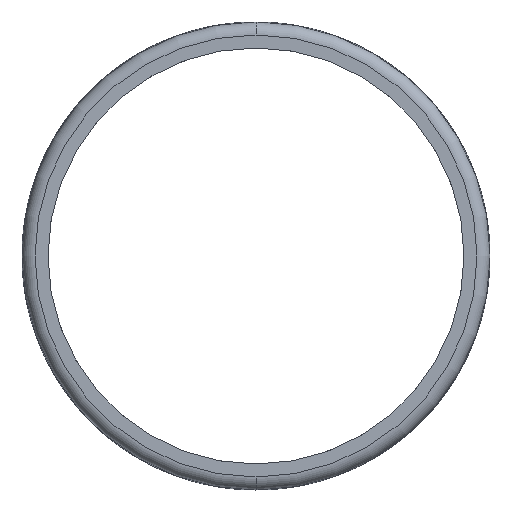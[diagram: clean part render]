
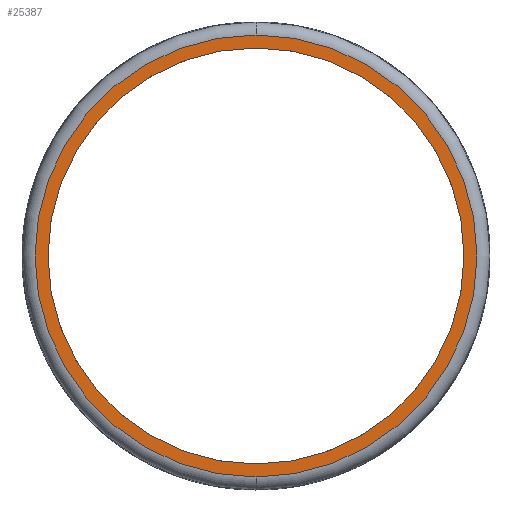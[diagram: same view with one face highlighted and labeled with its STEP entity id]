
A CAD part, front view. The second image highlights one B-rep face of the part: STEP entity #25387.
In plain terms, the highlighted planar face has unit normal (0, -1, 0).
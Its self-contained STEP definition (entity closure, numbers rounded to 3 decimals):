
#982 = DIRECTION ( 'NONE',  ( 0., 0., 1. ) ) ;
#1156 = DIRECTION ( 'NONE',  ( 0., 1., 0. ) ) ;
#2283 = CARTESIAN_POINT ( 'NONE',  ( 0., -26., 0. ) ) ;
#2511 = AXIS2_PLACEMENT_3D ( 'NONE', #11529, #9415, #13660 ) ;
#3510 = ORIENTED_EDGE ( 'NONE', *, *, #11519, .T. ) ;
#4986 = DIRECTION ( 'NONE',  ( 0., 0., 1. ) ) ;
#5556 = DIRECTION ( 'NONE',  ( 0., 1., 0. ) ) ;
#6559 = AXIS2_PLACEMENT_3D ( 'NONE', #17534, #5556, #19668 ) ;
#8165 = FACE_OUTER_BOUND ( 'NONE', #14087, .T. ) ;
#8763 = DIRECTION ( 'NONE',  ( 0., 1., 0. ) ) ;
#9415 = DIRECTION ( 'NONE',  ( 0., 1., 0. ) ) ;
#10202 = DIRECTION ( 'NONE',  ( 0., 0., 1. ) ) ;
#10475 = EDGE_LOOP ( 'NONE', ( #20207, #3510 ) ) ;
#10612 = CARTESIAN_POINT ( 'NONE',  ( 0., -26., 17. ) ) ;
#10747 = VERTEX_POINT ( 'NONE', #16075 ) ;
#11519 = EDGE_CURVE ( 'NONE', #19425, #10747, #21044, .T. ) ;
#11529 = CARTESIAN_POINT ( 'NONE',  ( 0., -26., 0. ) ) ;
#12155 = CARTESIAN_POINT ( 'NONE',  ( 0., -26., -17. ) ) ;
#12645 = EDGE_CURVE ( 'NONE', #10747, #19425, #19484, .T. ) ;
#13660 = DIRECTION ( 'NONE',  ( 0., 0., 1. ) ) ;
#14087 = EDGE_LOOP ( 'NONE', ( #24562, #15560 ) ) ;
#14945 = CARTESIAN_POINT ( 'NONE',  ( 0., -26., 0. ) ) ;
#15505 = AXIS2_PLACEMENT_3D ( 'NONE', #21099, #1156, #982 ) ;
#15560 = ORIENTED_EDGE ( 'NONE', *, *, #24064, .F. ) ;
#15769 = CIRCLE ( 'NONE', #18476, 17. ) ;
#16075 = CARTESIAN_POINT ( 'NONE',  ( 0., -26., 16. ) ) ;
#17383 = CARTESIAN_POINT ( 'NONE',  ( 0., -26., -16. ) ) ;
#17534 = CARTESIAN_POINT ( 'NONE',  ( 16., -26., 0. ) ) ;
#17622 = PLANE ( 'NONE',  #6559 ) ;
#18476 = AXIS2_PLACEMENT_3D ( 'NONE', #2283, #22318, #10202 ) ;
#19212 = FACE_BOUND ( 'NONE', #10475, .T. ) ;
#19425 = VERTEX_POINT ( 'NONE', #17383 ) ;
#19484 = CIRCLE ( 'NONE', #15505, 16. ) ;
#19668 = DIRECTION ( 'NONE',  ( 0., 0., 1. ) ) ;
#19781 = EDGE_CURVE ( 'NONE', #24737, #19840, #15769, .T. ) ;
#19840 = VERTEX_POINT ( 'NONE', #12155 ) ;
#20207 = ORIENTED_EDGE ( 'NONE', *, *, #12645, .T. ) ;
#21044 = CIRCLE ( 'NONE', #2511, 16. ) ;
#21099 = CARTESIAN_POINT ( 'NONE',  ( 0., -26., 0. ) ) ;
#21766 = CIRCLE ( 'NONE', #25135, 17. ) ;
#22318 = DIRECTION ( 'NONE',  ( 0., 1., 0. ) ) ;
#24064 = EDGE_CURVE ( 'NONE', #19840, #24737, #21766, .T. ) ;
#24562 = ORIENTED_EDGE ( 'NONE', *, *, #19781, .F. ) ;
#24737 = VERTEX_POINT ( 'NONE', #10612 ) ;
#25135 = AXIS2_PLACEMENT_3D ( 'NONE', #14945, #8763, #4986 ) ;
#25387 = ADVANCED_FACE ( 'NONE', ( #8165, #19212 ), #17622, .F. ) ;
